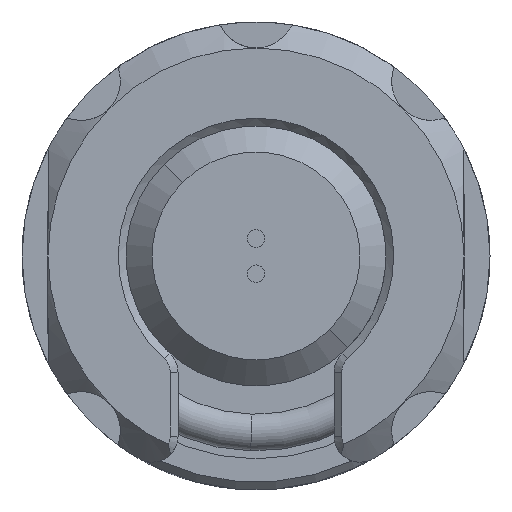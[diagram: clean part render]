
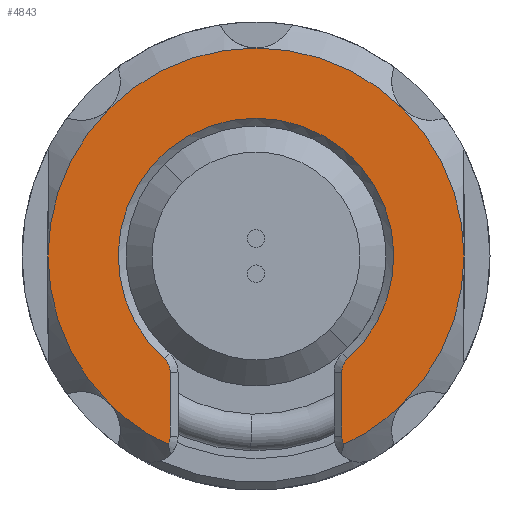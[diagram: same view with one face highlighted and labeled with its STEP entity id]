
A CAD part, front view. The second image highlights one B-rep face of the part: STEP entity #4843.
In plain terms, the highlighted planar face has unit normal (0, -1, 0).
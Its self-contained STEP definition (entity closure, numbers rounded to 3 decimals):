
#24 = DIRECTION ( 'NONE',  ( -0.707, 0., -0.707 ) ) ;
#58 = AXIS2_PLACEMENT_3D ( 'NONE', #1684, #2137, #5443 ) ;
#67 = VERTEX_POINT ( 'NONE', #3917 ) ;
#167 = CARTESIAN_POINT ( 'NONE',  ( 0., -10.652, 0. ) ) ;
#224 = CARTESIAN_POINT ( 'NONE',  ( 0., -10.652, 0. ) ) ;
#233 = CIRCLE ( 'NONE', #5103, 0.7 ) ;
#246 = VECTOR ( 'NONE', #2803, 1000. ) ;
#410 = CIRCLE ( 'NONE', #58, 8. ) ;
#448 = DIRECTION ( 'NONE',  ( 0., 0., -1. ) ) ;
#480 = AXIS2_PLACEMENT_3D ( 'NONE', #5490, #1589, #4886 ) ;
#513 = CARTESIAN_POINT ( 'NONE',  ( -3.3, -10.652, -4.472 ) ) ;
#554 = CARTESIAN_POINT ( 'NONE',  ( -5.657, -10.652, 5.657 ) ) ;
#558 = PLANE ( 'NONE',  #4519 ) ;
#594 = FACE_OUTER_BOUND ( 'NONE', #1166, .T. ) ;
#662 = VERTEX_POINT ( 'NONE', #4581 ) ;
#667 = CIRCLE ( 'NONE', #3065, 8. ) ;
#866 = ORIENTED_EDGE ( 'NONE', *, *, #2850, .T. ) ;
#885 = CARTESIAN_POINT ( 'NONE',  ( 3.3, -10.652, -4.472 ) ) ;
#911 = CIRCLE ( 'NONE', #2155, 8. ) ;
#959 = ORIENTED_EDGE ( 'NONE', *, *, #2062, .T. ) ;
#979 = DIRECTION ( 'NONE',  ( 0., 0., -1. ) ) ;
#1031 = CARTESIAN_POINT ( 'NONE',  ( 3.379, -10.652, -7.251 ) ) ;
#1033 = ORIENTED_EDGE ( 'NONE', *, *, #1345, .T. ) ;
#1050 = VERTEX_POINT ( 'NONE', #554 ) ;
#1086 = DIRECTION ( 'NONE',  ( -0.707, 0., -0.707 ) ) ;
#1131 = EDGE_CURVE ( 'NONE', #67, #6601, #2302, .T. ) ;
#1141 = CARTESIAN_POINT ( 'NONE',  ( 3.533, -10.652, -3.95 ) ) ;
#1166 = EDGE_LOOP ( 'NONE', ( #4654, #3308, #5828, #4009, #4642, #5139, #959, #1033, #2008, #2303, #4297, #4729, #6349, #866, #6124 ) ) ;
#1298 = VERTEX_POINT ( 'NONE', #1031 ) ;
#1345 = EDGE_CURVE ( 'NONE', #1050, #1350, #5939, .T. ) ;
#1350 = VERTEX_POINT ( 'NONE', #6028 ) ;
#1354 = CIRCLE ( 'NONE', #5329, 0.7 ) ;
#1385 = VERTEX_POINT ( 'NONE', #6692 ) ;
#1400 = DIRECTION ( 'NONE',  ( 0., 1., 0. ) ) ;
#1589 = DIRECTION ( 'NONE',  ( 0., -1., 0. ) ) ;
#1590 = DIRECTION ( 'NONE',  ( -0.707, 0., -0.707 ) ) ;
#1676 = AXIS2_PLACEMENT_3D ( 'NONE', #5066, #5568, #3966 ) ;
#1680 = VERTEX_POINT ( 'NONE', #3954 ) ;
#1684 = CARTESIAN_POINT ( 'NONE',  ( 0., -10.652, 0. ) ) ;
#1722 = CIRCLE ( 'NONE', #3756, 5.3 ) ;
#1831 = EDGE_CURVE ( 'NONE', #7028, #662, #5168, .T. ) ;
#1894 = CARTESIAN_POINT ( 'NONE',  ( -5.657, -10.652, -5.657 ) ) ;
#1928 = DIRECTION ( 'NONE',  ( -0.707, 0., -0.707 ) ) ;
#1979 = CARTESIAN_POINT ( 'NONE',  ( 3.3, -10.652, -6.928 ) ) ;
#2008 = ORIENTED_EDGE ( 'NONE', *, *, #2767, .T. ) ;
#2062 = EDGE_CURVE ( 'NONE', #2201, #1050, #2905, .T. ) ;
#2107 = AXIS2_PLACEMENT_3D ( 'NONE', #3073, #4698, #1928 ) ;
#2137 = DIRECTION ( 'NONE',  ( 0., -1., 0. ) ) ;
#2149 = DIRECTION ( 'NONE',  ( 0., -1., 0. ) ) ;
#2155 = AXIS2_PLACEMENT_3D ( 'NONE', #4896, #5817, #24 ) ;
#2201 = VERTEX_POINT ( 'NONE', #6455 ) ;
#2268 = EDGE_CURVE ( 'NONE', #5760, #67, #410, .T. ) ;
#2302 = CIRCLE ( 'NONE', #4118, 8. ) ;
#2303 = ORIENTED_EDGE ( 'NONE', *, *, #4804, .T. ) ;
#2322 = CARTESIAN_POINT ( 'NONE',  ( 5.657, -10.652, 5.657 ) ) ;
#2486 = EDGE_CURVE ( 'NONE', #6410, #7028, #1354, .T. ) ;
#2576 = EDGE_CURVE ( 'NONE', #6601, #2201, #911, .T. ) ;
#2694 = CARTESIAN_POINT ( 'NONE',  ( 0., -10.652, 0. ) ) ;
#2767 = EDGE_CURVE ( 'NONE', #1350, #3927, #4997, .T. ) ;
#2803 = DIRECTION ( 'NONE',  ( 0., 0., 1. ) ) ;
#2841 = EDGE_CURVE ( 'NONE', #1385, #1680, #233, .T. ) ;
#2850 = EDGE_CURVE ( 'NONE', #5738, #6410, #1722, .T. ) ;
#2859 = AXIS2_PLACEMENT_3D ( 'NONE', #4309, #6041, #3321 ) ;
#2899 = EDGE_CURVE ( 'NONE', #1298, #5760, #6460, .T. ) ;
#2900 = VECTOR ( 'NONE', #6719, 1000. ) ;
#2905 = CIRCLE ( 'NONE', #2107, 8. ) ;
#2945 = DIRECTION ( 'NONE',  ( -0.707, 0., -0.707 ) ) ;
#2989 = CARTESIAN_POINT ( 'NONE',  ( 4., -10.652, -4.472 ) ) ;
#3065 = AXIS2_PLACEMENT_3D ( 'NONE', #2694, #4853, #1590 ) ;
#3073 = CARTESIAN_POINT ( 'NONE',  ( 0., -10.652, 0. ) ) ;
#3080 = CARTESIAN_POINT ( 'NONE',  ( 0., -10.652, 0. ) ) ;
#3308 = ORIENTED_EDGE ( 'NONE', *, *, #5522, .T. ) ;
#3321 = DIRECTION ( 'NONE',  ( -0.707, 0., -0.707 ) ) ;
#3621 = DIRECTION ( 'NONE',  ( 0., 0., -1. ) ) ;
#3756 = AXIS2_PLACEMENT_3D ( 'NONE', #3080, #1400, #448 ) ;
#3863 = DIRECTION ( 'NONE',  ( 0., -1., 0. ) ) ;
#3917 = CARTESIAN_POINT ( 'NONE',  ( 8., -10.652, 0. ) ) ;
#3927 = VERTEX_POINT ( 'NONE', #1894 ) ;
#3954 = CARTESIAN_POINT ( 'NONE',  ( -3.3, -10.652, -6.928 ) ) ;
#3966 = DIRECTION ( 'NONE',  ( 0., 0., -1. ) ) ;
#4009 = ORIENTED_EDGE ( 'NONE', *, *, #2268, .T. ) ;
#4093 = VERTEX_POINT ( 'NONE', #513 ) ;
#4118 = AXIS2_PLACEMENT_3D ( 'NONE', #4448, #2149, #5945 ) ;
#4261 = CARTESIAN_POINT ( 'NONE',  ( -3.533, -10.652, -3.95 ) ) ;
#4297 = ORIENTED_EDGE ( 'NONE', *, *, #2841, .T. ) ;
#4309 = CARTESIAN_POINT ( 'NONE',  ( 0., -10.652, 0. ) ) ;
#4448 = CARTESIAN_POINT ( 'NONE',  ( 0., -10.652, 0. ) ) ;
#4493 = CIRCLE ( 'NONE', #1676, 0.7 ) ;
#4519 = AXIS2_PLACEMENT_3D ( 'NONE', #6972, #5950, #1086 ) ;
#4559 = DIRECTION ( 'NONE',  ( 0., -1., 0. ) ) ;
#4581 = CARTESIAN_POINT ( 'NONE',  ( 3.3, -10.652, -6.928 ) ) ;
#4613 = DIRECTION ( 'NONE',  ( 0., -1., 0. ) ) ;
#4642 = ORIENTED_EDGE ( 'NONE', *, *, #1131, .T. ) ;
#4654 = ORIENTED_EDGE ( 'NONE', *, *, #1831, .T. ) ;
#4698 = DIRECTION ( 'NONE',  ( 0., -1., 0. ) ) ;
#4729 = ORIENTED_EDGE ( 'NONE', *, *, #6256, .T. ) ;
#4804 = EDGE_CURVE ( 'NONE', #3927, #1385, #667, .T. ) ;
#4843 = ADVANCED_FACE ( 'NONE', ( #594 ), #558, .T. ) ;
#4853 = DIRECTION ( 'NONE',  ( 0., -1., 0. ) ) ;
#4865 = CARTESIAN_POINT ( 'NONE',  ( 5.657, -10.652, -5.657 ) ) ;
#4886 = DIRECTION ( 'NONE',  ( 0., 0., -1. ) ) ;
#4896 = CARTESIAN_POINT ( 'NONE',  ( 0., -10.652, 0. ) ) ;
#4997 = CIRCLE ( 'NONE', #5458, 8. ) ;
#5066 = CARTESIAN_POINT ( 'NONE',  ( -4., -10.652, -4.472 ) ) ;
#5103 = AXIS2_PLACEMENT_3D ( 'NONE', #6932, #5837, #979 ) ;
#5139 = ORIENTED_EDGE ( 'NONE', *, *, #2576, .T. ) ;
#5168 = LINE ( 'NONE', #1979, #2900 ) ;
#5329 = AXIS2_PLACEMENT_3D ( 'NONE', #2989, #4613, #3621 ) ;
#5443 = DIRECTION ( 'NONE',  ( -0.707, 0., -0.707 ) ) ;
#5458 = AXIS2_PLACEMENT_3D ( 'NONE', #224, #4559, #6083 ) ;
#5490 = CARTESIAN_POINT ( 'NONE',  ( 4., -10.652, -6.928 ) ) ;
#5494 = CARTESIAN_POINT ( 'NONE',  ( -3.3, -10.652, -4.472 ) ) ;
#5522 = EDGE_CURVE ( 'NONE', #662, #1298, #6472, .T. ) ;
#5568 = DIRECTION ( 'NONE',  ( 0., -1., 0. ) ) ;
#5738 = VERTEX_POINT ( 'NONE', #4261 ) ;
#5760 = VERTEX_POINT ( 'NONE', #4865 ) ;
#5817 = DIRECTION ( 'NONE',  ( 0., -1., 0. ) ) ;
#5828 = ORIENTED_EDGE ( 'NONE', *, *, #2899, .T. ) ;
#5837 = DIRECTION ( 'NONE',  ( 0., -1., 0. ) ) ;
#5939 = CIRCLE ( 'NONE', #6499, 8. ) ;
#5945 = DIRECTION ( 'NONE',  ( -0.707, 0., -0.707 ) ) ;
#5950 = DIRECTION ( 'NONE',  ( 0., -1., 0. ) ) ;
#6028 = CARTESIAN_POINT ( 'NONE',  ( -8., -10.652, 0. ) ) ;
#6041 = DIRECTION ( 'NONE',  ( 0., -1., 0. ) ) ;
#6083 = DIRECTION ( 'NONE',  ( -0.707, 0., -0.707 ) ) ;
#6124 = ORIENTED_EDGE ( 'NONE', *, *, #2486, .T. ) ;
#6182 = LINE ( 'NONE', #5494, #246 ) ;
#6256 = EDGE_CURVE ( 'NONE', #1680, #4093, #6182, .T. ) ;
#6349 = ORIENTED_EDGE ( 'NONE', *, *, #6915, .T. ) ;
#6410 = VERTEX_POINT ( 'NONE', #1141 ) ;
#6455 = CARTESIAN_POINT ( 'NONE',  ( 0., -10.652, 8. ) ) ;
#6460 = CIRCLE ( 'NONE', #2859, 8. ) ;
#6472 = CIRCLE ( 'NONE', #480, 0.7 ) ;
#6499 = AXIS2_PLACEMENT_3D ( 'NONE', #167, #3863, #2945 ) ;
#6601 = VERTEX_POINT ( 'NONE', #2322 ) ;
#6692 = CARTESIAN_POINT ( 'NONE',  ( -3.379, -10.652, -7.251 ) ) ;
#6719 = DIRECTION ( 'NONE',  ( 0., 0., -1. ) ) ;
#6915 = EDGE_CURVE ( 'NONE', #4093, #5738, #4493, .T. ) ;
#6932 = CARTESIAN_POINT ( 'NONE',  ( -4., -10.652, -6.928 ) ) ;
#6972 = CARTESIAN_POINT ( 'NONE',  ( 0., -10.652, 0. ) ) ;
#7028 = VERTEX_POINT ( 'NONE', #885 ) ;
